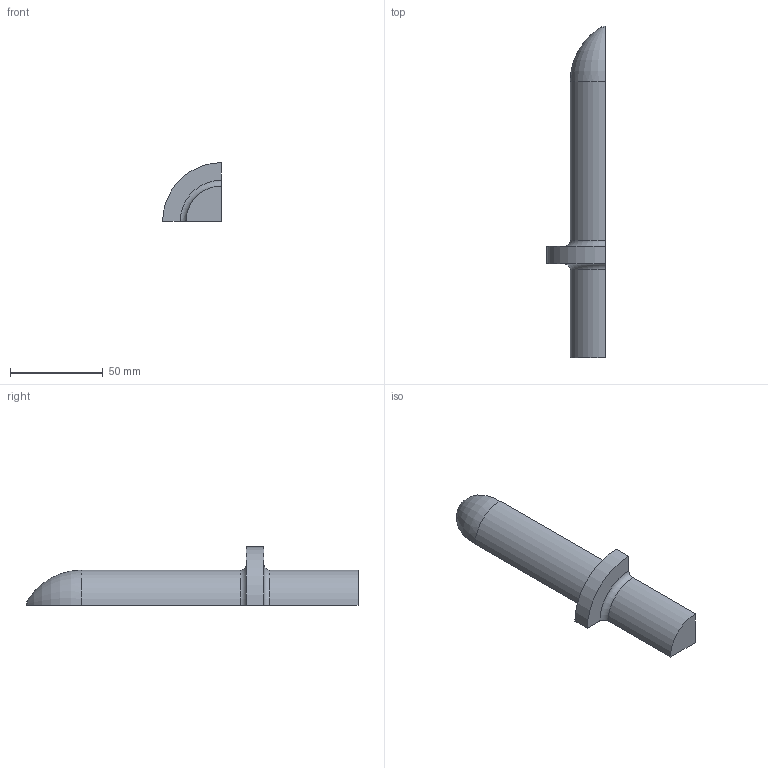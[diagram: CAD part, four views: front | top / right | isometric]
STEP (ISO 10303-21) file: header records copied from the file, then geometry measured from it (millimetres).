
FILE_DESCRIPTION (( 'STEP AP203' ), '1' );
FILE_NAME ('Impact Anvil 2.2.STEP', '2023-03-31T19:26:05', ( '' ), ( '' ), 'SwSTEP 2.0', 'SolidWorks 2022', '' );
FILE_SCHEMA (( 'CONFIG_CONTROL_DESIGN' ));
Length unit declared in the file: inch
Products named in the file (3): Impact Nose; Impact Anvil 2.2; Impact Weight
Assembly tree (2 placements, depth 2):
  Impact Anvil 2.2
    Impact Weight
    Impact Nose
Bounding box: 31.75 x 179.39 x 31.75 mm (x, y, z)
Volume: 51413.8 mm3; surface area: 13820.3 mm2
Topology: 2 solids, 2 shells, 20 faces, 50 edges, 32 vertices
Faces by surface type: plane 9, cylinder 5, torus 3, cone 2, sphere 1
Entity records: 905 total; most frequent: DIRECTION 120, CARTESIAN_POINT 105, ORIENTED_EDGE 96, EDGE_CURVE 48, AXIS2_PLACEMENT_3D 47, VERTEX_POINT 32, VECTOR 26, LINE 26
